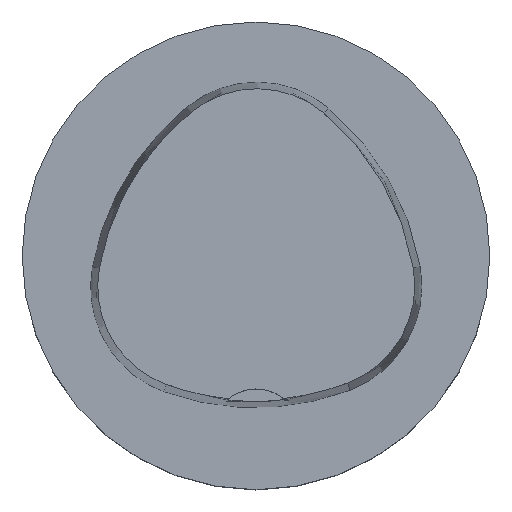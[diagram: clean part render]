
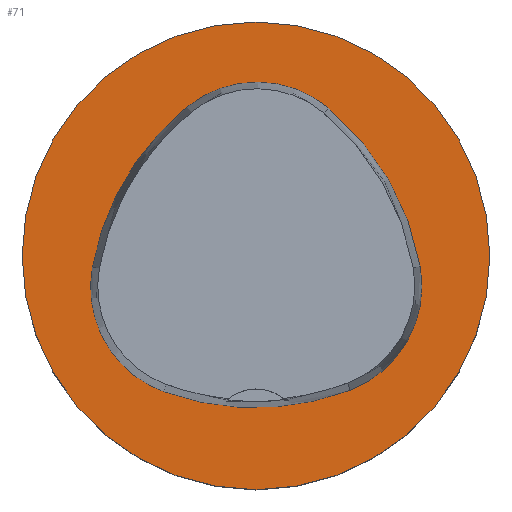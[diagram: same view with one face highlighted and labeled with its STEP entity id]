
A CAD part, top view. The second image highlights one B-rep face of the part: STEP entity #71.
In plain terms, the highlighted planar face has unit normal (0, 0, 1).
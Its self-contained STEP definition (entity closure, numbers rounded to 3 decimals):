
#71=ADVANCED_FACE('',(#94,#95),#89,.T.);
#89=PLANE('',#288);
#94=FACE_BOUND('',#110,.T.);
#95=FACE_BOUND('',#111,.T.);
#110=EDGE_LOOP('',(#136));
#111=EDGE_LOOP('',(#137,#138,#139,#140,#141,#142));
#136=ORIENTED_EDGE('',*,*,#224,.T.);
#137=ORIENTED_EDGE('',*,*,#225,.T.);
#138=ORIENTED_EDGE('',*,*,#226,.T.);
#139=ORIENTED_EDGE('',*,*,#227,.T.);
#140=ORIENTED_EDGE('',*,*,#228,.T.);
#141=ORIENTED_EDGE('',*,*,#229,.T.);
#142=ORIENTED_EDGE('',*,*,#230,.T.);
#200=VERTEX_POINT('',#417);
#201=VERTEX_POINT('',#419);
#202=VERTEX_POINT('',#420);
#203=VERTEX_POINT('',#422);
#204=VERTEX_POINT('',#424);
#205=VERTEX_POINT('',#426);
#206=VERTEX_POINT('',#428);
#224=EDGE_CURVE('',#200,#200,#256,.T.);
#225=EDGE_CURVE('',#201,#202,#257,.T.);
#226=EDGE_CURVE('',#202,#203,#258,.T.);
#227=EDGE_CURVE('',#203,#204,#259,.T.);
#228=EDGE_CURVE('',#204,#205,#260,.T.);
#229=EDGE_CURVE('',#205,#206,#261,.T.);
#230=EDGE_CURVE('',#206,#201,#262,.T.);
#256=CIRCLE('',#281,31.5);
#257=CIRCLE('',#282,15.0);
#258=CIRCLE('',#283,36.0);
#259=CIRCLE('',#284,15.0);
#260=CIRCLE('',#285,36.0);
#261=CIRCLE('',#286,15.0);
#262=CIRCLE('',#287,36.0);
#281=AXIS2_PLACEMENT_3D('',#416,#325,#326);
#282=AXIS2_PLACEMENT_3D('',#418,#327,#328);
#283=AXIS2_PLACEMENT_3D('',#421,#329,#330);
#284=AXIS2_PLACEMENT_3D('',#423,#331,#332);
#285=AXIS2_PLACEMENT_3D('',#425,#333,#334);
#286=AXIS2_PLACEMENT_3D('',#427,#335,#336);
#287=AXIS2_PLACEMENT_3D('',#429,#337,#338);
#288=AXIS2_PLACEMENT_3D('',#430,#339,#340);
#325=DIRECTION('',(0.0,0.0,1.0));
#326=DIRECTION('',(1.0,0.0,0.0));
#327=DIRECTION('',(0.0,0.0,-1.0));
#328=DIRECTION('',(-1.0,0.0,0.0));
#329=DIRECTION('',(0.0,0.0,-1.0));
#330=DIRECTION('',(-1.0,0.0,0.0));
#331=DIRECTION('',(0.0,0.0,-1.0));
#332=DIRECTION('',(-1.0,0.0,0.0));
#333=DIRECTION('',(0.0,0.0,-1.0));
#334=DIRECTION('',(-1.0,0.0,0.0));
#335=DIRECTION('',(0.0,0.0,-1.0));
#336=DIRECTION('',(-1.0,0.0,0.0));
#337=DIRECTION('',(0.0,0.0,-1.0));
#338=DIRECTION('',(-1.0,0.0,0.0));
#339=DIRECTION('',(0.0,0.0,1.0));
#340=DIRECTION('',(1.0,0.0,0.0));
#416=CARTESIAN_POINT('',(0.0,0.0,0.0));
#417=CARTESIAN_POINT('',(31.5,0.0,0.0));
#418=CARTESIAN_POINT('',(7.347,-4.071,0.0));
#419=CARTESIAN_POINT('',(22.122,-1.48,0.0));
#420=CARTESIAN_POINT('',(12.693,-18.087,0.0));
#421=CARTESIAN_POINT('',(-0.137,15.55,0.0));
#422=CARTESIAN_POINT('',(-12.373,-18.307,0.0));
#423=CARTESIAN_POINT('',(-7.275,-4.2,0.0));
#424=CARTESIAN_POINT('',(-22.041,-1.562,0.0));
#425=CARTESIAN_POINT('',(13.398,-7.893,0.0));
#426=CARTESIAN_POINT('',(-9.317,20.036,0.0));
#427=CARTESIAN_POINT('',(0.148,8.399,0.0));
#428=CARTESIAN_POINT('',(9.779,19.898,0.0));
#429=CARTESIAN_POINT('',(-13.337,-7.7,0.0));
#430=CARTESIAN_POINT('',(0.0,-20.45,0.0));
